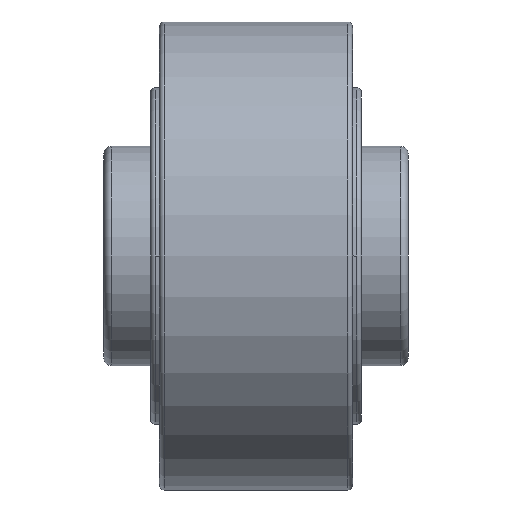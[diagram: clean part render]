
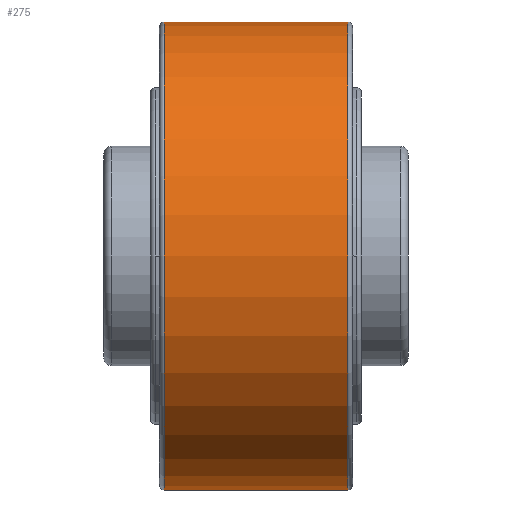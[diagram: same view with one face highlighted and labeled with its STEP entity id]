
A CAD part, front view. The second image highlights one B-rep face of the part: STEP entity #275.
In plain terms, the highlighted cylindrical face has radius 80 mm (diameter 160 mm), a partial arc.
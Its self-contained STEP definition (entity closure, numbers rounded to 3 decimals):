
#275=ADVANCED_FACE('',(#757),#758,.T.);
#757=FACE_OUTER_BOUND('',#1279,.T.);
#758=CYLINDRICAL_SURFACE('',#1280,80.0);
#1279=EDGE_LOOP('',(#2949,#2950,#2951,#2952,#2953,#2954));
#1280=AXIS2_PLACEMENT_3D('',#2955,#2956,#2957);
#2949=ORIENTED_EDGE('',*,*,#3087,.T.);
#2950=ORIENTED_EDGE('',*,*,#3570,.F.);
#2951=ORIENTED_EDGE('',*,*,#3569,.F.);
#2952=ORIENTED_EDGE('',*,*,#3089,.T.);
#2953=ORIENTED_EDGE('',*,*,#3566,.T.);
#2954=ORIENTED_EDGE('',*,*,#3565,.T.);
#2955=CARTESIAN_POINT('',(0.0,0.0,0.0));
#2956=DIRECTION('',(1.0,0.0,0.0));
#2957=DIRECTION('',(0.0,0.0,-1.0));
#3087=EDGE_CURVE('',#3753,#3754,#3755,.T.);
#3089=EDGE_CURVE('',#3758,#3756,#3759,.T.);
#3565=EDGE_CURVE('',#4522,#3753,#4523,.T.);
#3566=EDGE_CURVE('',#3756,#4522,#4524,.T.);
#3569=EDGE_CURVE('',#3758,#4528,#4529,.T.);
#3570=EDGE_CURVE('',#4528,#3754,#4530,.T.);
#3753=VERTEX_POINT('',#4602);
#3754=VERTEX_POINT('',#4603);
#3755=LINE('',#4604,#4605);
#3756=VERTEX_POINT('',#4606);
#3758=VERTEX_POINT('',#4608);
#3759=LINE('',#4609,#4610);
#4522=VERTEX_POINT('',#5677);
#4523=CIRCLE('',#5678,80.0);
#4524=CIRCLE('',#5679,80.0);
#4528=VERTEX_POINT('',#5683);
#4529=CIRCLE('',#5684,80.0);
#4530=CIRCLE('',#5685,80.0);
#4602=CARTESIAN_POINT('',(-31.4,0.,-80.0));
#4603=CARTESIAN_POINT('',(31.4,0.,-80.0));
#4604=CARTESIAN_POINT('',(0.0,0.,-80.0));
#4605=VECTOR('',#5801,1.0);
#4606=CARTESIAN_POINT('',(-31.4,0.,80.0));
#4608=CARTESIAN_POINT('',(31.4,0.,80.0));
#4609=CARTESIAN_POINT('',(0.0,0.,80.0));
#4610=VECTOR('',#5805,1.0);
#5677=CARTESIAN_POINT('',(-31.4,-80.0,0.));
#5678=AXIS2_PLACEMENT_3D('',#6808,#6809,#6810);
#5679=AXIS2_PLACEMENT_3D('',#6811,#6812,#6813);
#5683=CARTESIAN_POINT('',(31.4,-80.0,0.0));
#5684=AXIS2_PLACEMENT_3D('',#6820,#6821,#6822);
#5685=AXIS2_PLACEMENT_3D('',#6823,#6824,#6825);
#5801=DIRECTION('',(1.0,0.0,0.0));
#5805=DIRECTION('',(-1.0,-0.0,-0.0));
#6808=CARTESIAN_POINT('',(-31.4,0.,0.));
#6809=DIRECTION('',(1.0,0.0,0.0));
#6810=DIRECTION('',(0.0,0.0,-1.0));
#6811=CARTESIAN_POINT('',(-31.4,0.,0.));
#6812=DIRECTION('',(1.0,0.0,0.0));
#6813=DIRECTION('',(0.0,0.0,-1.0));
#6820=CARTESIAN_POINT('',(31.4,0.,0.0));
#6821=DIRECTION('',(1.0,0.0,0.0));
#6822=DIRECTION('',(0.0,0.0,-1.0));
#6823=CARTESIAN_POINT('',(31.4,0.,0.0));
#6824=DIRECTION('',(1.0,0.0,0.0));
#6825=DIRECTION('',(0.0,0.0,-1.0));
